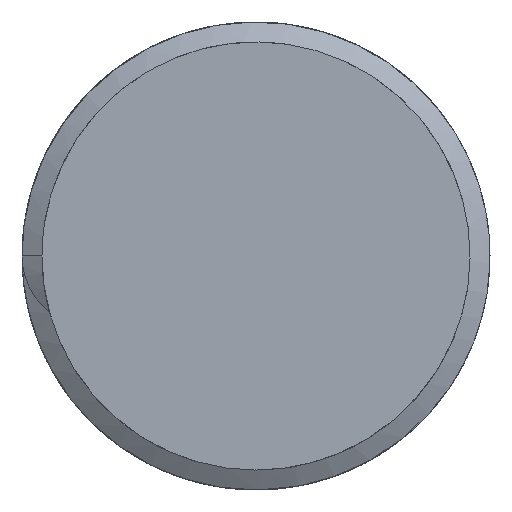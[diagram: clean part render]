
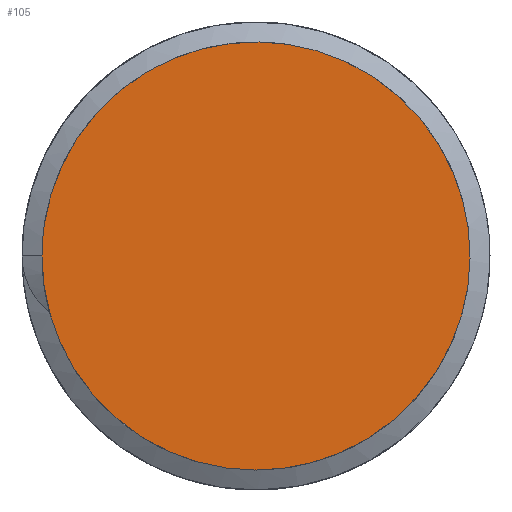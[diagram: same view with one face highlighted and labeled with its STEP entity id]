
A CAD part, left-side view. The second image highlights one B-rep face of the part: STEP entity #105.
In plain terms, the highlighted free-form (B-spline) face has degree [1, 1] with [2, 2] control points.
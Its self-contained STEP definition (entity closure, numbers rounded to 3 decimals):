
#84=CARTESIAN_POINT('',(0.,-25.05,25.05));
#85=CARTESIAN_POINT('',(0.,-25.05,-25.05));
#86=CARTESIAN_POINT('',(0.,25.05,25.05));
#87=CARTESIAN_POINT('',(0.,25.05,-25.05));
#88=B_SPLINE_SURFACE_WITH_KNOTS('',1,1,((#84,#85),(#86,#87)),.PLANE_SURF.,.F.,.F.,.U.,(2,2),(2,2),(-1.,2.),(-1.,2.),.UNSPECIFIED.);
#89=CARTESIAN_POINT('',(0.,8.35,0.));
#90=VERTEX_POINT('',#89);
#91=CARTESIAN_POINT('',(0.,8.35,0.));
#92=CARTESIAN_POINT('',(0.,8.35,-8.35));
#93=CARTESIAN_POINT('',(0.,0.,-8.35));
#94=CARTESIAN_POINT('',(0.,-8.35,-8.35));
#95=CARTESIAN_POINT('',(0.,-8.35,0.));
#96=CARTESIAN_POINT('',(0.,-8.35,8.35));
#97=CARTESIAN_POINT('',(0.,0.,8.35));
#98=CARTESIAN_POINT('',(0.,8.35,8.35));
#99=CARTESIAN_POINT('',(0.,8.35,0.));
#100=(BOUNDED_CURVE()B_SPLINE_CURVE(2,(#91,#92,#93,#94,#95,#96,#97,#98,#99),.CIRCULAR_ARC.,.T.,.U.)B_SPLINE_CURVE_WITH_KNOTS((3,2,2,2,3),(0.,0.25,0.5,0.75,1.),.UNSPECIFIED.)CURVE()GEOMETRIC_REPRESENTATION_ITEM()RATIONAL_B_SPLINE_CURVE((1.,0.707,1.,0.707,1.,0.707,1.,0.707,1.))REPRESENTATION_ITEM(''));
#101=EDGE_CURVE('',#90,#90,#100,.T.);
#102=ORIENTED_EDGE('',*,*,#101,.T.);
#103=EDGE_LOOP('',(#102));
#104=FACE_OUTER_BOUND('',#103,.T.);
#105=ADVANCED_FACE('',(#104),#88,.T.);
